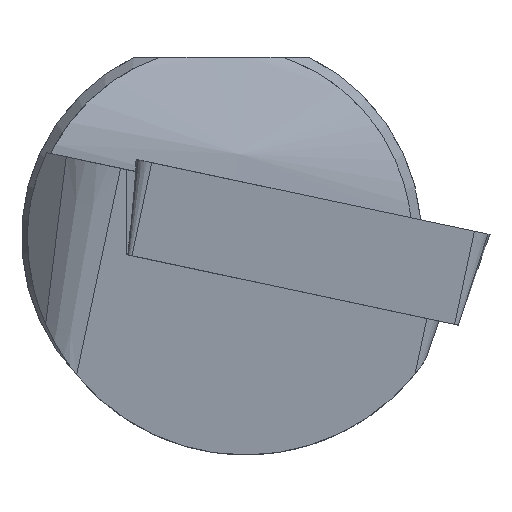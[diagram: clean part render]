
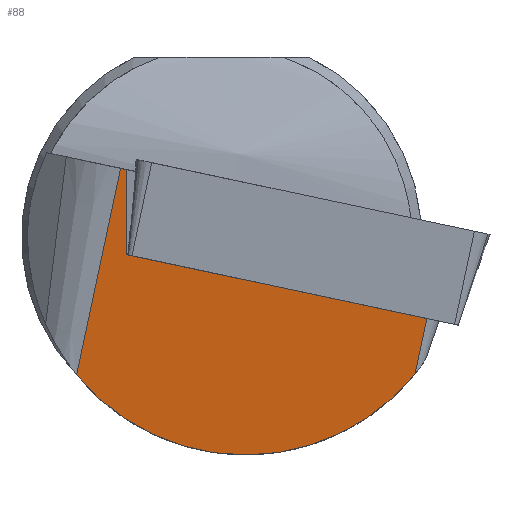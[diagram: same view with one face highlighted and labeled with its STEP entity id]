
A CAD part, left-side view. The second image highlights one B-rep face of the part: STEP entity #88.
In plain terms, the highlighted planar face has unit normal (-0.993, 0.025, -0.119).
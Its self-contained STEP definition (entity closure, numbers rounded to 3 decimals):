
#88=ADVANCED_FACE('',(#136),#120,.T.);
#120=PLANE('',#598);
#136=FACE_OUTER_BOUND('',#167,.T.);
#167=EDGE_LOOP('',(#231,#232,#233,#234,#235,#236));
#219=ELLIPSE('',#597,5.491,5.45);
#231=ORIENTED_EDGE('',*,*,#444,.F.);
#232=ORIENTED_EDGE('',*,*,#445,.F.);
#233=ORIENTED_EDGE('',*,*,#446,.T.);
#234=ORIENTED_EDGE('',*,*,#447,.T.);
#235=ORIENTED_EDGE('',*,*,#448,.T.);
#236=ORIENTED_EDGE('',*,*,#449,.F.);
#391=VERTEX_POINT('',#819);
#392=VERTEX_POINT('',#820);
#393=VERTEX_POINT('',#822);
#394=VERTEX_POINT('',#824);
#395=VERTEX_POINT('',#826);
#396=VERTEX_POINT('',#828);
#444=EDGE_CURVE('',#391,#392,#521,.T.);
#445=EDGE_CURVE('',#393,#391,#522,.T.);
#446=EDGE_CURVE('',#393,#394,#523,.T.);
#447=EDGE_CURVE('',#394,#395,#219,.T.);
#448=EDGE_CURVE('',#395,#396,#524,.T.);
#449=EDGE_CURVE('',#392,#396,#525,.T.);
#521=LINE('',#818,#559);
#522=LINE('',#821,#560);
#523=LINE('',#823,#561);
#524=LINE('',#827,#562);
#525=LINE('',#829,#563);
#559=VECTOR('',#661,1.);
#560=VECTOR('',#662,1.);
#561=VECTOR('',#663,1.);
#562=VECTOR('',#666,1.);
#563=VECTOR('',#667,1.);
#597=AXIS2_PLACEMENT_3D('',#825,#664,#665);
#598=AXIS2_PLACEMENT_3D('',#830,#668,#669);
#661=DIRECTION('',(0.119,0.,-0.993));
#662=DIRECTION('',(0.,-0.978,-0.208));
#663=DIRECTION('',(0.122,0.206,-0.971));
#664=DIRECTION('',(-0.993,0.025,-0.119));
#665=DIRECTION('',(0.122,0.206,-0.971));
#666=DIRECTION('',(-0.122,-0.206,0.971));
#667=DIRECTION('',(0.,-0.978,-0.208));
#668=DIRECTION('',(-0.993,0.025,-0.119));
#669=DIRECTION('',(-0.119,0.,0.993));
#818=CARTESIAN_POINT('',(0.301,2.363,0.314));
#819=CARTESIAN_POINT('',(0.137,2.363,1.684));
#820=CARTESIAN_POINT('',(0.392,2.363,-0.443));
#821=CARTESIAN_POINT('',(0.137,-5.569,-0.002));
#822=CARTESIAN_POINT('',(0.137,2.523,1.717));
#823=CARTESIAN_POINT('',(0.1,2.46,2.011));
#824=CARTESIAN_POINT('',(0.785,3.621,-3.448));
#825=CARTESIAN_POINT('',(0.263,-0.6,0.));
#826=CARTESIAN_POINT('',(0.566,-4.842,-3.422));
#827=CARTESIAN_POINT('',(0.1,-5.631,0.291));
#828=CARTESIAN_POINT('',(0.392,-5.136,-2.037));
#829=CARTESIAN_POINT('',(0.392,-5.136,-2.037));
#830=CARTESIAN_POINT('',(0.1,-5.631,0.291));
